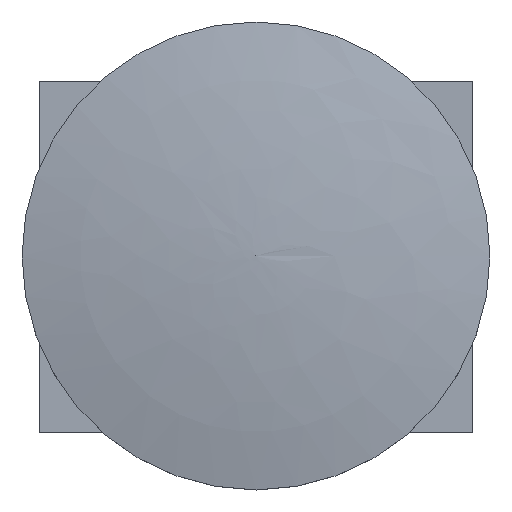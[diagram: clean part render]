
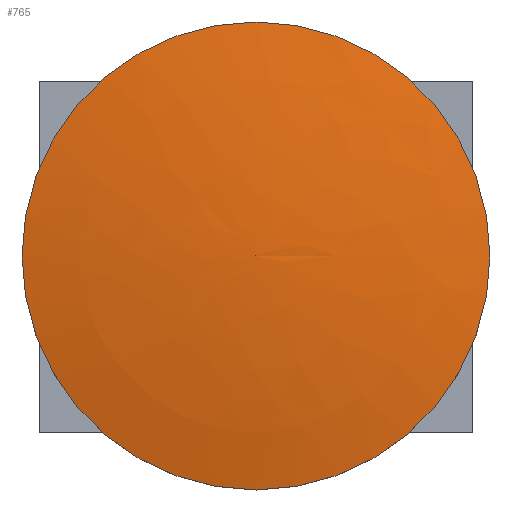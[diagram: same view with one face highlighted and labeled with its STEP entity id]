
A CAD part, top view. The second image highlights one B-rep face of the part: STEP entity #765.
In plain terms, the highlighted free-form (B-spline) face has degree [2, 2] with [3, 9] control points.
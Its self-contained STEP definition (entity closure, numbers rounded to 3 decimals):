
#26=CIRCLE('',#821,20.);
#27=CIRCLE('',#822,105.);
#28=CIRCLE('',#823,20.);
#40=(
BOUNDED_SURFACE()
B_SPLINE_SURFACE(2,2,((#1219,#1220,#1221,#1222,#1223,#1224,#1225,#1226,
#1227),(#1228,#1229,#1230,#1231,#1232,#1233,#1234,#1235,#1236),(#1237,#1238,
#1239,#1240,#1241,#1242,#1243,#1244,#1245)),.UNSPECIFIED.,.F.,.T.,.F.)
B_SPLINE_SURFACE_WITH_KNOTS((3,3),(3,2,2,2,3),(-1.552,-1.36),
(-3.142,-1.571,0.,1.571,3.142),
 .UNSPECIFIED.)
GEOMETRIC_REPRESENTATION_ITEM()
RATIONAL_B_SPLINE_SURFACE(((1.,0.707,1.,0.707,1.,
0.707,1.,0.707,1.),(0.995,0.704,
0.995,0.704,0.995,0.704,
0.995,0.704,0.995),(1.,0.707,
1.,0.707,1.,0.707,1.,0.707,1.)))
REPRESENTATION_ITEM('')
SURFACE()
);
#78=FACE_OUTER_BOUND('',#120,.T.);
#120=EDGE_LOOP('',(#657,#658,#659,#660));
#375=VERTEX_POINT('',#1246);
#376=VERTEX_POINT('',#1247);
#377=VERTEX_POINT('',#1249);
#473=EDGE_CURVE('',#375,#376,#26,.T.);
#474=EDGE_CURVE('',#375,#377,#27,.T.);
#475=EDGE_CURVE('',#376,#375,#28,.T.);
#657=ORIENTED_EDGE('',*,*,#473,.F.);
#658=ORIENTED_EDGE('',*,*,#474,.T.);
#659=ORIENTED_EDGE('',*,*,#474,.F.);
#660=ORIENTED_EDGE('',*,*,#475,.F.);
#765=ADVANCED_FACE('',(#78),#40,.F.);
#821=AXIS2_PLACEMENT_3D('',#1248,#991,#992);
#822=AXIS2_PLACEMENT_3D('',#1250,#993,#994);
#823=AXIS2_PLACEMENT_3D('',#1251,#995,#996);
#991=DIRECTION('center_axis',(0.,0.,-1.));
#992=DIRECTION('ref_axis',(1.,0.,0.));
#993=DIRECTION('center_axis',(0.,-1.,0.));
#994=DIRECTION('ref_axis',(1.,0.,0.));
#995=DIRECTION('center_axis',(0.,0.,-1.));
#996=DIRECTION('ref_axis',(1.,0.,0.));
#1219=CARTESIAN_POINT('Ctrl Pts',(18.5,15.,73.));
#1220=CARTESIAN_POINT('Ctrl Pts',(18.5,15.,73.));
#1221=CARTESIAN_POINT('Ctrl Pts',(18.5,15.,73.));
#1222=CARTESIAN_POINT('Ctrl Pts',(18.5,15.,73.));
#1223=CARTESIAN_POINT('Ctrl Pts',(18.5,15.,73.));
#1224=CARTESIAN_POINT('Ctrl Pts',(18.5,15.,73.));
#1225=CARTESIAN_POINT('Ctrl Pts',(18.5,15.,73.));
#1226=CARTESIAN_POINT('Ctrl Pts',(18.5,15.,73.));
#1227=CARTESIAN_POINT('Ctrl Pts',(18.5,15.,73.));
#1228=CARTESIAN_POINT('Ctrl Pts',(28.611,15.,72.813));
#1229=CARTESIAN_POINT('Ctrl Pts',(28.611,4.889,72.813));
#1230=CARTESIAN_POINT('Ctrl Pts',(18.5,4.889,72.813));
#1231=CARTESIAN_POINT('Ctrl Pts',(8.389,4.889,72.813));
#1232=CARTESIAN_POINT('Ctrl Pts',(8.389,15.,72.813));
#1233=CARTESIAN_POINT('Ctrl Pts',(8.389,25.111,72.813));
#1234=CARTESIAN_POINT('Ctrl Pts',(18.5,25.111,72.813));
#1235=CARTESIAN_POINT('Ctrl Pts',(28.611,25.111,72.813));
#1236=CARTESIAN_POINT('Ctrl Pts',(28.611,15.,72.813));
#1237=CARTESIAN_POINT('Ctrl Pts',(38.5,15.,70.7));
#1238=CARTESIAN_POINT('Ctrl Pts',(38.5,-5.,70.7));
#1239=CARTESIAN_POINT('Ctrl Pts',(18.5,-5.,70.7));
#1240=CARTESIAN_POINT('Ctrl Pts',(-1.5,-5.,70.7));
#1241=CARTESIAN_POINT('Ctrl Pts',(-1.5,15.,70.7));
#1242=CARTESIAN_POINT('Ctrl Pts',(-1.5,35.,70.7));
#1243=CARTESIAN_POINT('Ctrl Pts',(18.5,35.,70.7));
#1244=CARTESIAN_POINT('Ctrl Pts',(38.5,35.,70.7));
#1245=CARTESIAN_POINT('Ctrl Pts',(38.5,15.,70.7));
#1246=CARTESIAN_POINT('',(38.5,15.,70.7));
#1247=CARTESIAN_POINT('',(-1.5,15.,70.7));
#1248=CARTESIAN_POINT('Origin',(18.5,15.,70.7));
#1249=CARTESIAN_POINT('',(18.5,15.,73.));
#1250=CARTESIAN_POINT('Origin',(16.559,15.,-31.982));
#1251=CARTESIAN_POINT('Origin',(18.5,15.,70.7));
